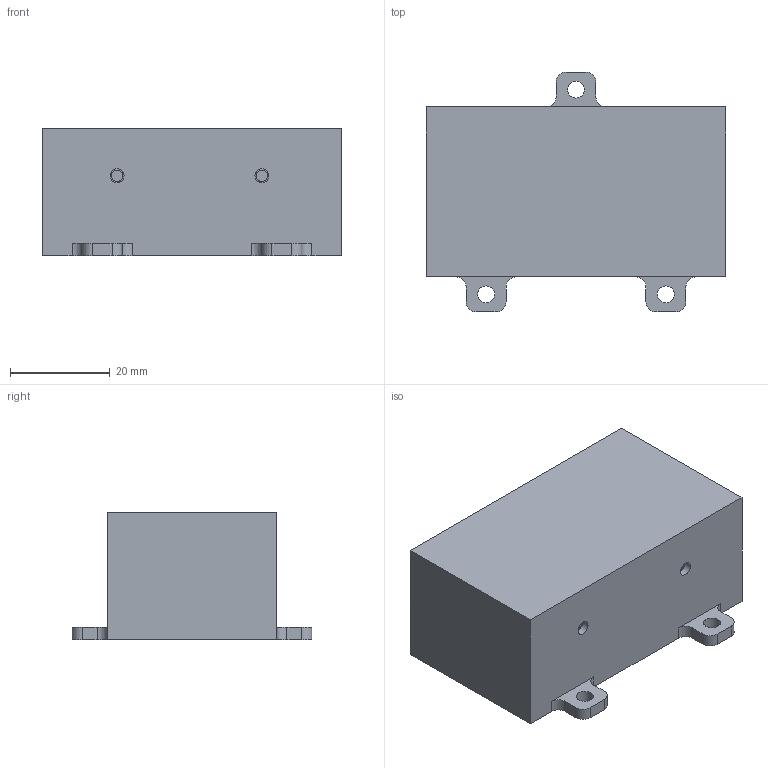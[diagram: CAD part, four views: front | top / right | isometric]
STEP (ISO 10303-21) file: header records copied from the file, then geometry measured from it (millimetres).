
FILE_DESCRIPTION (( 'STEP AP203' ), '1' );
FILE_NAME ('2mj俋倛.STEP', '2023-08-21T08:03:52', ( '' ), ( '' ), 'SwSTEP 2.0', 'SolidWorks 2018', '' );
FILE_SCHEMA (( 'CONFIG_CONTROL_DESIGN' ));
Length unit declared in the file: millimetre
Products named in the file (1): 2mj俋倛
Bounding box: 60 x 48 x 25.5 mm (x, y, z)
Volume: 52291 mm3; surface area: 9461.8 mm2
Topology: 1 solids, 7 shells, 90 faces, 210 edges, 132 vertices
Faces by surface type: cylinder 42, plane 36, cone 12
Entity records: 2625 total; most frequent: DIRECTION 474, CARTESIAN_POINT 443, ORIENTED_EDGE 404, EDGE_CURVE 202, AXIS2_PLACEMENT_3D 183, VERTEX_POINT 132, LINE 108, VECTOR 108
